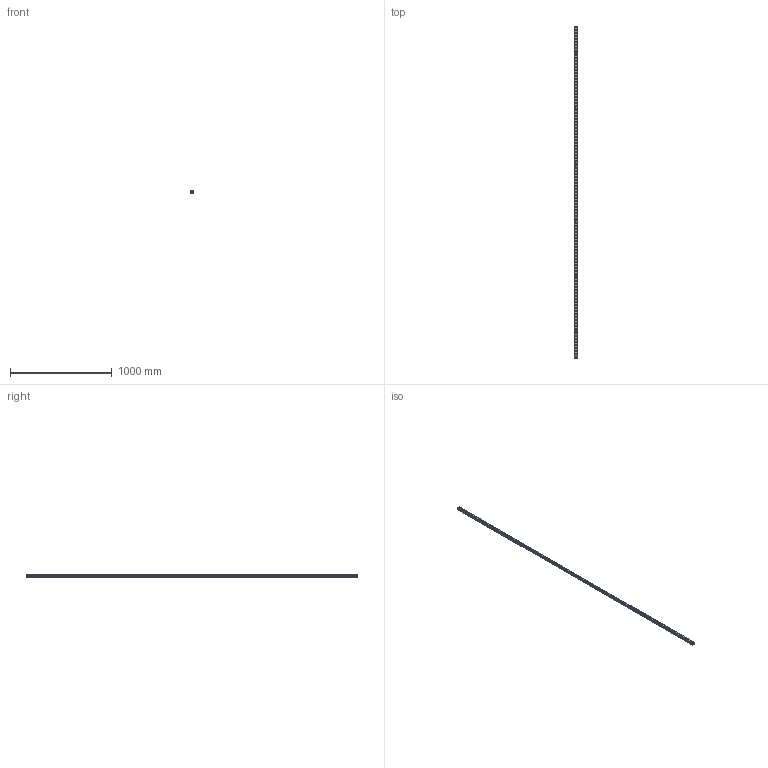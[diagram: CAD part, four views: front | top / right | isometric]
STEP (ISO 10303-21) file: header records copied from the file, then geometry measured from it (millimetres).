
FILE_DESCRIPTION(('STEP AP214'),'1');
FILE_NAME('cctmp_CE0D57DE-4225-4614-A8B1-0E3DA20288B8_2021_03_10_12_17_00_0506..stp','2021-03-10T11:17:01',('HIWIN GmbH'),('CADClick - www.CADClick.com'),'Spatial InterOp 3D',' ','unknown authorization');
FILE_SCHEMA(('AUTOMOTIVE_DESIGN'));
Length unit declared in the file: millimetre
Products named in the file (1): RGR25R3260H_FILE
Bounding box: 23 x 3260 x 23.6 mm (x, y, z)
Volume: 1306875.3 mm3; surface area: 404699 mm2
Topology: 1 solids, 1 shells, 1098 faces, 2295 edges, 1530 vertices
Faces by surface type: cylinder 672, plane 426
Entity records: 38731 total; most frequent: DIRECTION 5837, CARTESIAN_POINT 4924, ORIENTED_EDGE 4590, AXIS2_PLACEMENT_3D 2443, EDGE_CURVE 2295, VERTEX_POINT 1530, EDGE_LOOP 1429, CIRCLE 1344
